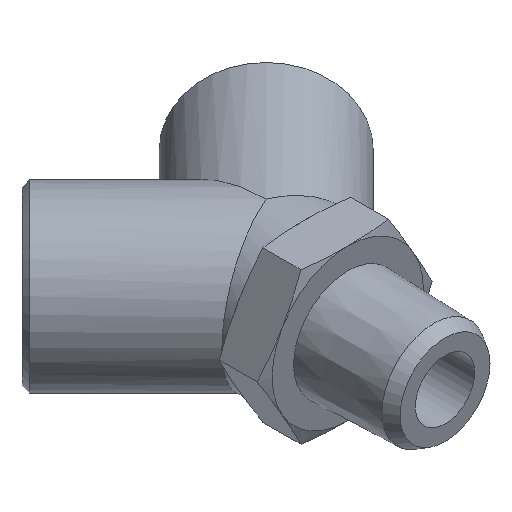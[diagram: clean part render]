
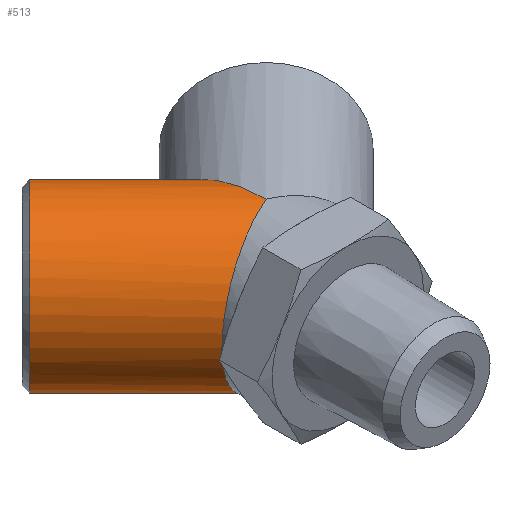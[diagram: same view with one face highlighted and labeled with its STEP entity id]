
A CAD part, isometric view. The second image highlights one B-rep face of the part: STEP entity #513.
In plain terms, the highlighted cylindrical face has radius 7 mm (diameter 14 mm), a full revolution.
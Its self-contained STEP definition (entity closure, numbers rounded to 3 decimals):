
#105=CIRCLE('',#583,7.);
#201=ORIENTED_EDGE('',*,*,#297,.F.);
#202=ORIENTED_EDGE('',*,*,#300,.F.);
#203=ORIENTED_EDGE('',*,*,#298,.T.);
#297=EDGE_CURVE('',#350,#350,#105,.T.);
#298=EDGE_CURVE('',#351,#352,#359,.T.);
#300=EDGE_CURVE('',#351,#352,#361,.F.);
#350=VERTEX_POINT('',#954);
#351=VERTEX_POINT('',#957);
#352=VERTEX_POINT('',#958);
#359=ELLIPSE('',#585,9.899,7.);
#361=ELLIPSE('',#588,7.577,7.);
#396=EDGE_LOOP('',(#201));
#397=EDGE_LOOP('',(#202,#203));
#456=FACE_BOUND('',#396,.T.);
#457=FACE_BOUND('',#397,.T.);
#485=CYLINDRICAL_SURFACE('',#587,7.);
#513=ADVANCED_FACE('',(#456,#457),#485,.T.);
#583=AXIS2_PLACEMENT_3D('',#953,#706,#707);
#585=AXIS2_PLACEMENT_3D('',#956,#710,#711);
#587=AXIS2_PLACEMENT_3D('',#960,#714,#715);
#588=AXIS2_PLACEMENT_3D('',#961,#716,#717);
#706=DIRECTION('',(-0.707,0.707,0.));
#707=DIRECTION('',(-0.707,-0.707,0.));
#710=DIRECTION('',(-1.,0.,0.));
#711=DIRECTION('',(0.,-1.,0.));
#714=DIRECTION('',(-0.707,0.707,0.));
#715=DIRECTION('',(-0.707,-0.707,0.));
#716=DIRECTION('',(-0.383,0.924,0.));
#717=DIRECTION('',(-0.924,-0.383,0.));
#953=CARTESIAN_POINT('',(-10.947,10.947,0.));
#954=CARTESIAN_POINT('',(-15.896,5.997,0.));
#956=CARTESIAN_POINT('',(0.,0.,0.));
#957=CARTESIAN_POINT('',(0.,0.,7.));
#958=CARTESIAN_POINT('',(0.,0.,-7.));
#960=CARTESIAN_POINT('',(-21.213,21.213,0.));
#961=CARTESIAN_POINT('',(0.,0.,0.));
